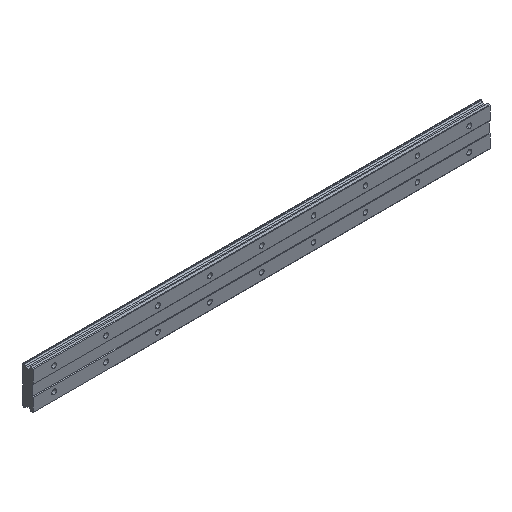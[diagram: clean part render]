
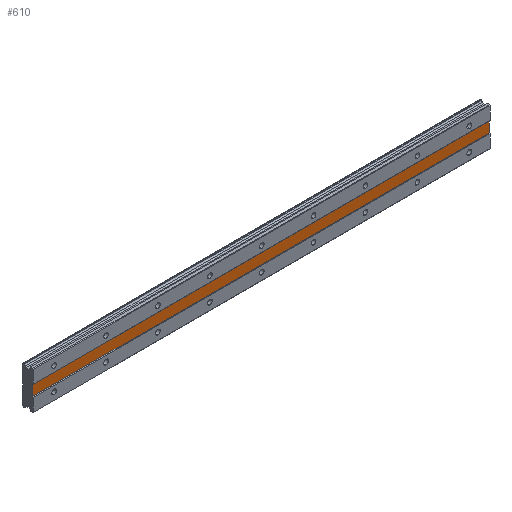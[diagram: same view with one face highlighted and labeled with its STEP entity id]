
A CAD part, isometric view. The second image highlights one B-rep face of the part: STEP entity #610.
In plain terms, the highlighted planar face has unit normal (0, -1, 0).
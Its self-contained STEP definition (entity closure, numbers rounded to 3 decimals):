
#64 = ORIENTED_EDGE ( 'NONE', *, *, #1458, .T. ) ;
#73 = DIRECTION ( 'NONE',  ( 0., 0., -1. ) ) ;
#110 = EDGE_LOOP ( 'NONE', ( #64, #1345, #719, #1704 ) ) ;
#389 = DIRECTION ( 'NONE',  ( 1., 0., 0. ) ) ;
#427 = LINE ( 'NONE', #3725, #784 ) ;
#476 = CARTESIAN_POINT ( 'NONE',  ( -20., 0.5, 5. ) ) ;
#515 = VERTEX_POINT ( 'NONE', #2747 ) ;
#548 = LINE ( 'NONE', #2968, #3209 ) ;
#610 = ADVANCED_FACE ( 'NONE', ( #907 ), #1536, .F. ) ;
#686 = EDGE_CURVE ( 'NONE', #2626, #1628, #427, .T. ) ;
#719 = ORIENTED_EDGE ( 'NONE', *, *, #760, .F. ) ;
#760 = EDGE_CURVE ( 'NONE', #2626, #3643, #1622, .T. ) ;
#784 = VECTOR ( 'NONE', #3784, 1000. ) ;
#907 = FACE_OUTER_BOUND ( 'NONE', #110, .T. ) ;
#1143 = VECTOR ( 'NONE', #73, 1000. ) ;
#1344 = CARTESIAN_POINT ( 'NONE',  ( 420., 0.5, 18.34 ) ) ;
#1345 = ORIENTED_EDGE ( 'NONE', *, *, #2963, .F. ) ;
#1458 = EDGE_CURVE ( 'NONE', #1628, #515, #548, .T. ) ;
#1536 = PLANE ( 'NONE',  #3322 ) ;
#1622 = LINE ( 'NONE', #3107, #2564 ) ;
#1628 = VERTEX_POINT ( 'NONE', #3103 ) ;
#1704 = ORIENTED_EDGE ( 'NONE', *, *, #686, .T. ) ;
#2135 = DIRECTION ( 'NONE',  ( 0., 0., 1. ) ) ;
#2242 = LINE ( 'NONE', #1344, #1143 ) ;
#2564 = VECTOR ( 'NONE', #389, 1000. ) ;
#2626 = VERTEX_POINT ( 'NONE', #476 ) ;
#2684 = DIRECTION ( 'NONE',  ( 1., 0., 0. ) ) ;
#2747 = CARTESIAN_POINT ( 'NONE',  ( 420., 0.5, -5. ) ) ;
#2961 = CARTESIAN_POINT ( 'NONE',  ( 420., 0.5, 5. ) ) ;
#2963 = EDGE_CURVE ( 'NONE', #3643, #515, #2242, .T. ) ;
#2968 = CARTESIAN_POINT ( 'NONE',  ( 420., 0.5, -5. ) ) ;
#3028 = DIRECTION ( 'NONE',  ( 0., 1., 0. ) ) ;
#3103 = CARTESIAN_POINT ( 'NONE',  ( -20., 0.5, -5. ) ) ;
#3107 = CARTESIAN_POINT ( 'NONE',  ( 420., 0.5, 5. ) ) ;
#3209 = VECTOR ( 'NONE', #2684, 1000. ) ;
#3322 = AXIS2_PLACEMENT_3D ( 'NONE', #3650, #3028, #2135 ) ;
#3643 = VERTEX_POINT ( 'NONE', #2961 ) ;
#3650 = CARTESIAN_POINT ( 'NONE',  ( 420., 0.5, 5. ) ) ;
#3725 = CARTESIAN_POINT ( 'NONE',  ( -20., 0.5, 18.34 ) ) ;
#3784 = DIRECTION ( 'NONE',  ( 0., 0., -1. ) ) ;
